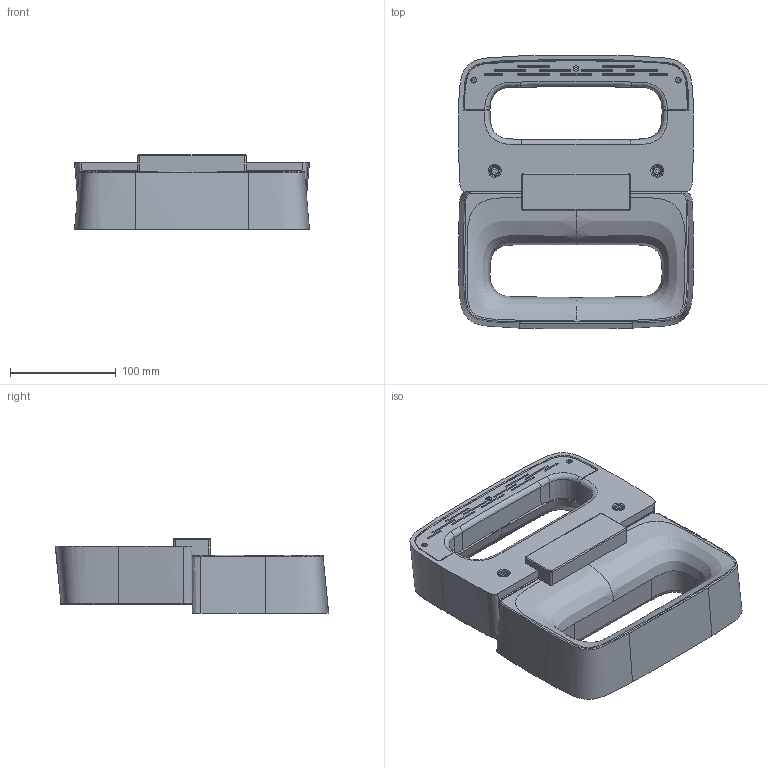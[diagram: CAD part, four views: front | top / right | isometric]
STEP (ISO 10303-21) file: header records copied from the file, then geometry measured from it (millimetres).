
FILE_DESCRIPTION( ( 'Unknown' ), '1' );
FILE_NAME( 'ASSIEME AKI002_24092020.stp', 'Unknown', ( 'Unknown' ), ( 'Unknown' ), 'XStep 1.0', 'Unknown', ' ' );
FILE_SCHEMA( ( 'automotive_design' ) );
Length unit declared in the file: millimetre
Products named in the file (9): Assem1; TIRANTE M4; RONDELLA M4; M4X20; M2X6 TS; AKI002_002_COPERTURA2; AKI002_003_PIASTRINA; 13-23511; AKI002_001B_alleggerita
Bounding box: 222.69 x 259.17 x 71 mm (x, y, z)
Volume: 1257888.3 mm3; surface area: 370994.5 mm2
Topology: 21 solids, 21 shells, 1304 faces, 3380 edges, 2109 vertices
Faces by surface type: cylinder 451, plane 429, bspline 220, cone 92, sphere 52, torus 40, offset 12, extrusion 8
Full cylindrical faces by diameter (mm): 1.567 x12, 2 x4, 2.5 x6, 3.242 x3, 4 x3, 4.3 x3, 6 x7, 7 x3, 8 x3, 10 x3
Entity records: 38460 total; most frequent: CARTESIAN_POINT 22346, ORIENTED_EDGE 3122, DIRECTION 2796, EDGE_CURVE 1561, AXIS2_PLACEMENT_3D 1070, VERTEX_POINT 1004, EDGE_LOOP 731, VECTOR 656
